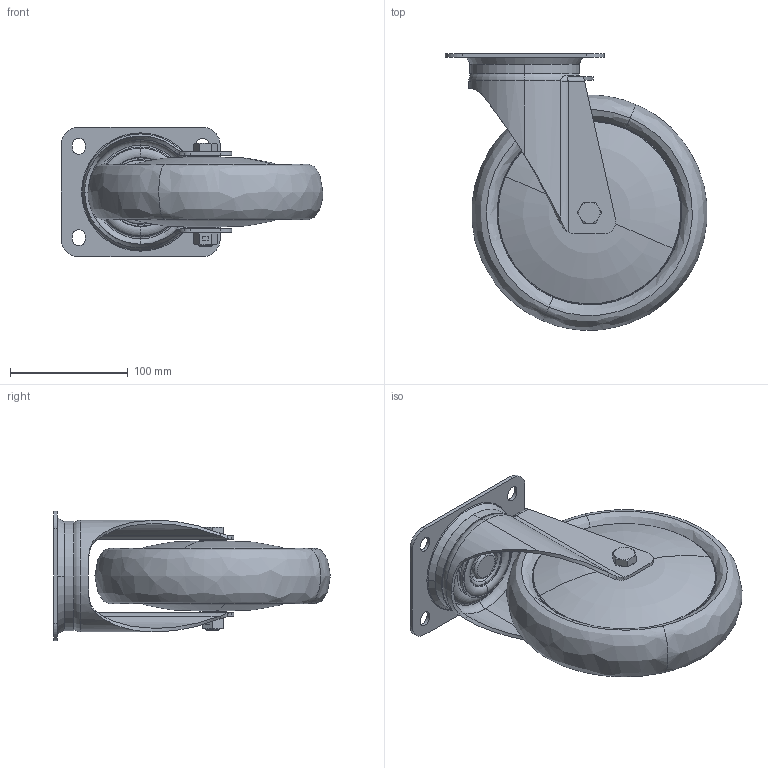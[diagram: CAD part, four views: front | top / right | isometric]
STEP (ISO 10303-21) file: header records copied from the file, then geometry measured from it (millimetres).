
FILE_DESCRIPTION (( 'STEP AP214' ), '1' );
FILE_NAME ('0055757.step', '2023-10-13T08:29:03', ( '' ), ( '' ), 'SwSTEP 2.0', 'SolidWorks 2020', '' );
FILE_SCHEMA (( 'AUTOMOTIVE_DESIGN' ));
Length unit declared in the file: millimetre
Products named in the file (1): 0055757
Bounding box: 222.21 x 234.96 x 110 mm (x, y, z)
Volume: 984408.9 mm3; surface area: 379266.5 mm2
Topology: 18 solids, 18 shells, 558 faces, 1399 edges, 840 vertices
Faces by surface type: torus 183, cone 100, plane 99, cylinder 90, sphere 44, bspline 42
Entity records: 26645 total; most frequent: CARTESIAN_POINT 7498, DIRECTION 2847, ORIENTED_EDGE 2622, EDGE_CURVE 1311, AXIS2_PLACEMENT_3D 1282, VERTEX_POINT 796, CIRCLE 765, EDGE_LOOP 613
